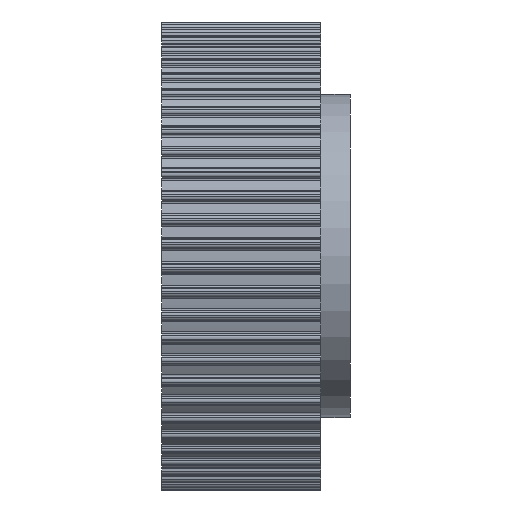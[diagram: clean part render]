
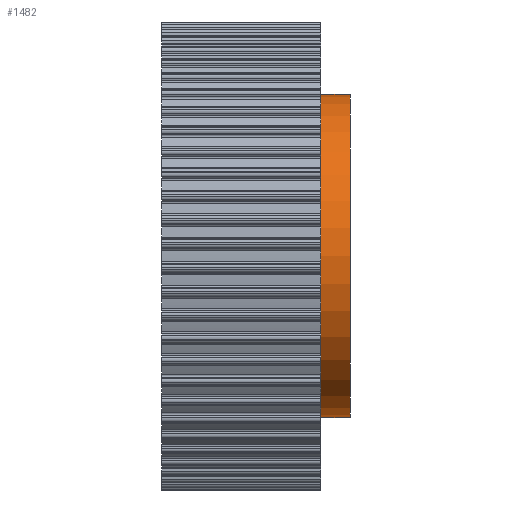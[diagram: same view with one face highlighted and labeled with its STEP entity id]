
A CAD part, front view. The second image highlights one B-rep face of the part: STEP entity #1482.
In plain terms, the highlighted cylindrical face has radius 32.5 mm (diameter 65 mm), a partial arc.
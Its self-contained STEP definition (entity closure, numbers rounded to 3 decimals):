
#1482=ADVANCED_FACE('',(#2961),#2962,.T.);
#2961=FACE_OUTER_BOUND('',#4433,.T.);
#2962=CYLINDRICAL_SURFACE('',#4434,32.5);
#4433=EDGE_LOOP('',(#9278,#9279,#9280,#9281));
#4434=AXIS2_PLACEMENT_3D('',#9282,#9283,#9284);
#9278=ORIENTED_EDGE('',*,*,#9295,.T.);
#9279=ORIENTED_EDGE('',*,*,#11231,.F.);
#9280=ORIENTED_EDGE('',*,*,#9297,.T.);
#9281=ORIENTED_EDGE('',*,*,#9338,.T.);
#9282=CARTESIAN_POINT('',(3.0,0.0,0.0));
#9283=DIRECTION('',(1.0,0.0,0.0));
#9284=DIRECTION('',(0.0,0.0,-1.0));
#9295=EDGE_CURVE('',#11235,#11236,#11237,.T.);
#9297=EDGE_CURVE('',#11240,#11238,#11241,.T.);
#9338=EDGE_CURVE('',#11238,#11235,#11304,.T.);
#11231=EDGE_CURVE('',#11240,#11236,#14139,.T.);
#11235=VERTEX_POINT('',#14143);
#11236=VERTEX_POINT('',#14144);
#11237=LINE('',#14145,#14146);
#11238=VERTEX_POINT('',#14147);
#11240=VERTEX_POINT('',#14149);
#11241=LINE('',#14150,#14151);
#11304=CIRCLE('',#14229,32.5);
#14139=CIRCLE('',#17771,32.5);
#14143=CARTESIAN_POINT('',(16.0,0.0,-32.5));
#14144=CARTESIAN_POINT('',(22.0,0.0,-32.5));
#14145=CARTESIAN_POINT('',(19.0,0.,-32.5));
#14146=VECTOR('',#17774,1.0);
#14147=CARTESIAN_POINT('',(16.0,0.,32.5));
#14149=CARTESIAN_POINT('',(22.0,0.,32.5));
#14150=CARTESIAN_POINT('',(19.0,0.,32.5));
#14151=VECTOR('',#17778,1.0);
#14229=AXIS2_PLACEMENT_3D('',#17839,#17840,#17841);
#17771=AXIS2_PLACEMENT_3D('',#20679,#20680,#20681);
#17774=DIRECTION('',(1.0,0.0,0.0));
#17778=DIRECTION('',(-1.0,-0.0,-0.0));
#17839=CARTESIAN_POINT('',(16.0,0.0,0.0));
#17840=DIRECTION('',(1.0,0.0,0.0));
#17841=DIRECTION('',(0.0,0.0,-1.0));
#20679=CARTESIAN_POINT('',(22.0,0.0,0.0));
#20680=DIRECTION('',(1.0,0.0,0.0));
#20681=DIRECTION('',(0.0,0.0,-1.0));
